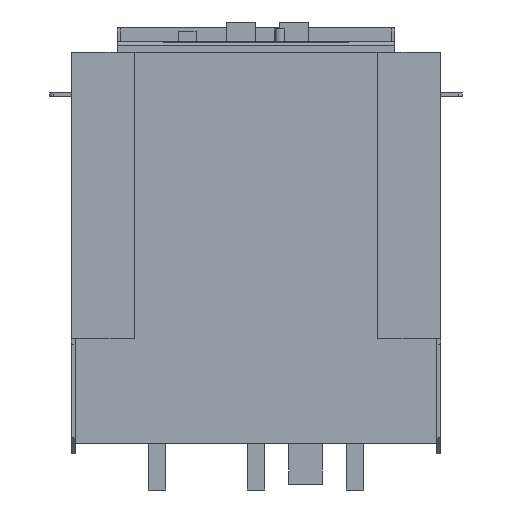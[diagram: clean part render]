
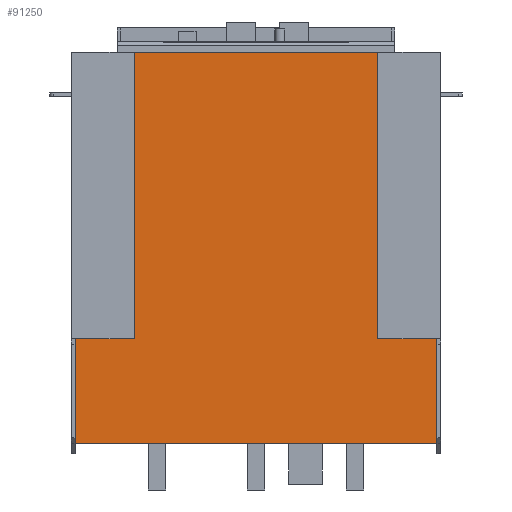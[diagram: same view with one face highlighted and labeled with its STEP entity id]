
A CAD part, front view. The second image highlights one B-rep face of the part: STEP entity #91250.
In plain terms, the highlighted planar face has unit normal (0, -1, 0).
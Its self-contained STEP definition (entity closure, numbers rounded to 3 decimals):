
#89700=CARTESIAN_POINT('',(1655.31,195.666,-345.));
#89710=VERTEX_POINT('',#89700);
#89740=CARTESIAN_POINT('',(1655.31,195.666,0.));
#89750=DIRECTION('',(0.,0.,1.));
#89760=VECTOR('',#89750,1.);
#89770=LINE('',#89740,#89760);
#89780=CARTESIAN_POINT('',(1655.31,195.666,-9.));
#89790=VERTEX_POINT('',#89780);
#89800=EDGE_CURVE('',#89710,#89790,#89770,.T.);
#90490=CARTESIAN_POINT('',(1344.7,195.666,-9.));
#90500=VERTEX_POINT('',#90490);
#90530=CARTESIAN_POINT('',(1344.7,195.666,0.));
#90540=DIRECTION('',(0.,0.,1.));
#90550=VECTOR('',#90540,1.);
#90560=LINE('',#90530,#90550);
#90570=CARTESIAN_POINT('',(1344.7,195.666,-345.));
#90580=VERTEX_POINT('',#90570);
#90590=EDGE_CURVE('',#90580,#90500,#90560,.T.);
#90980=CARTESIAN_POINT('',(0.,195.666,-9.));
#90990=DIRECTION('',(1.,0.,0.));
#91000=VECTOR('',#90990,1.);
#91010=LINE('',#90980,#91000);
#91020=EDGE_CURVE('',#90500,#89790,#91010,.T.);
#91090=CARTESIAN_POINT('',(1658.51,195.666,-345.));
#91100=DIRECTION('',(0.,1.,0.));
#91110=DIRECTION('',(0.,0.,-1.));
#91120=AXIS2_PLACEMENT_3D('',#91090,#91100,#91110);
#91130=PLANE('',#91120);
#91140=ORIENTED_EDGE('',*,*,#89800,.T.);
#91150=CARTESIAN_POINT('',(0.,195.666,-345.));
#91160=DIRECTION('',(-1.,0.,0.));
#91170=VECTOR('',#91160,1.);
#91180=LINE('',#91150,#91170);
#91190=EDGE_CURVE('',#89710,#90580,#91180,.T.);
#91200=ORIENTED_EDGE('',*,*,#91190,.F.);
#91210=ORIENTED_EDGE('',*,*,#90590,.F.);
#91220=ORIENTED_EDGE('',*,*,#91020,.F.);
#91230=EDGE_LOOP('',(#91220,#91210,#91200,#91140));
#91240=FACE_OUTER_BOUND('',#91230,.T.);
#91250=ADVANCED_FACE('',(#91240),#91130,.F.);
